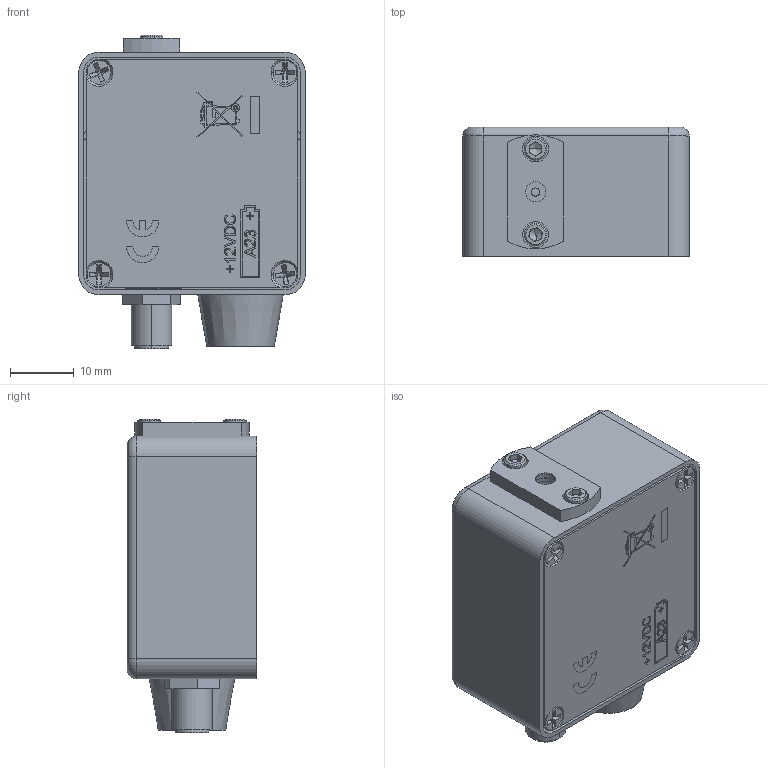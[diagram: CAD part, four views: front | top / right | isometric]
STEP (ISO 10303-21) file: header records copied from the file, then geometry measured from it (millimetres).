
FILE_DESCRIPTION (( 'STEP AP214' ), '1' );
FILE_NAME ('TTN020153.STEP', '2013-11-19T16:37:26', ( 'admin' ), ( '' ), 'SwSTEP 2.0', 'SolidWorks 2012', '' );
FILE_SCHEMA (( 'AUTOMOTIVE_DESIGN' ));
Length unit declared in the file: inch
Products named in the file (9): flat head screw_ai_CR-FHMS 0.086-56x0.188x0.188-N; socket head cap screw_ai_HX-SHCS 0.086-56x0.188x0.188-N; TTN020132; SMA Edge Mount Adapter; Nut; DET Rear Cover Plate_With DET Engraving; Battery Cap; DET025A Metric Housing_DET02AFC Engraving; TTN020153
Assembly tree (12 placements, depth 2):
  TTN020153
    DET025A Metric Housing_DET02AFC Engraving
    Battery Cap
    DET Rear Cover Plate_With DET Engraving
    Nut
    SMA Edge Mount Adapter
    TTN020132
    socket head cap screw_ai_HX-SHCS 0.086-56x0.188x0.188-N  x2
    flat head screw_ai_CR-FHMS 0.086-56x0.188x0.188-N  x4
Bounding box: 35.56 x 20.32 x 49.3 mm (x, y, z)
Volume: 17262.4 mm3; surface area: 13632.6 mm2
Topology: 12 solids, 12 shells, 1632 faces, 4251 edges, 2787 vertices
Faces by surface type: plane 984, bspline 431, cylinder 167, cone 42, torus 8
Entity records: 85390 total; most frequent: CARTESIAN_POINT 33189, ORIENTED_EDGE 8110, DIRECTION 5771, EDGE_CURVE 4055, VECTOR 2843, LINE 2843, VERTEX_POINT 2682, EDGE_LOOP 1721
